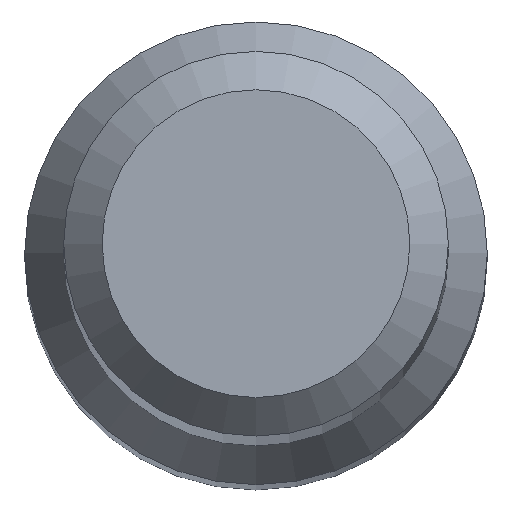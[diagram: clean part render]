
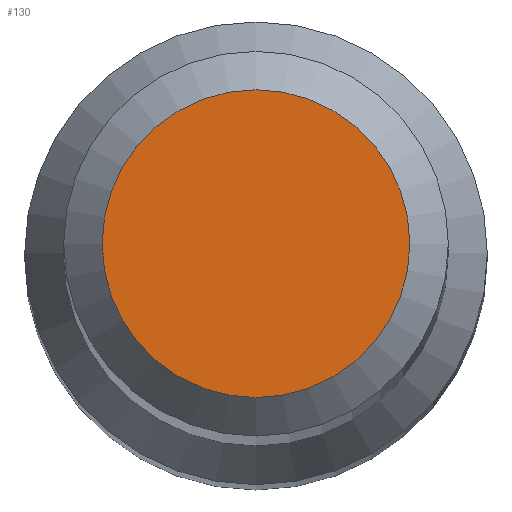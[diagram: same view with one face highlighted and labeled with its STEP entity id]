
A CAD part, top view. The second image highlights one B-rep face of the part: STEP entity #130.
In plain terms, the highlighted planar face has unit normal (0, 0, 1).
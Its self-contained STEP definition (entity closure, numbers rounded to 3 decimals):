
#29 = EDGE_LOOP ( 'NONE', ( #168 ) ) ;
#60 = DIRECTION ( 'NONE',  ( 0., 1., 0. ) ) ;
#77 = PLANE ( 'NONE',  #128 ) ;
#125 = CARTESIAN_POINT ( 'NONE',  ( 0., 1., 56. ) ) ;
#128 = AXIS2_PLACEMENT_3D ( 'NONE', #217, #210, #60 ) ;
#130 = ADVANCED_FACE ( 'NONE', ( #163 ), #77, .F. ) ;
#134 = DIRECTION ( 'NONE',  ( 0., 1., 0. ) ) ;
#159 = AXIS2_PLACEMENT_3D ( 'NONE', #225, #193, #134 ) ;
#163 = FACE_OUTER_BOUND ( 'NONE', #29, .T. ) ;
#168 = ORIENTED_EDGE ( 'NONE', *, *, #223, .F. ) ;
#176 = CIRCLE ( 'NONE', #159, 1. ) ;
#178 = VERTEX_POINT ( 'NONE', #125 ) ;
#193 = DIRECTION ( 'NONE',  ( 0., 0., -1. ) ) ;
#210 = DIRECTION ( 'NONE',  ( 0., 0., -1. ) ) ;
#217 = CARTESIAN_POINT ( 'NONE',  ( 0., 0., 56. ) ) ;
#223 = EDGE_CURVE ( 'NONE', #178, #178, #176, .T. ) ;
#225 = CARTESIAN_POINT ( 'NONE',  ( 0., 0., 56. ) ) ;
